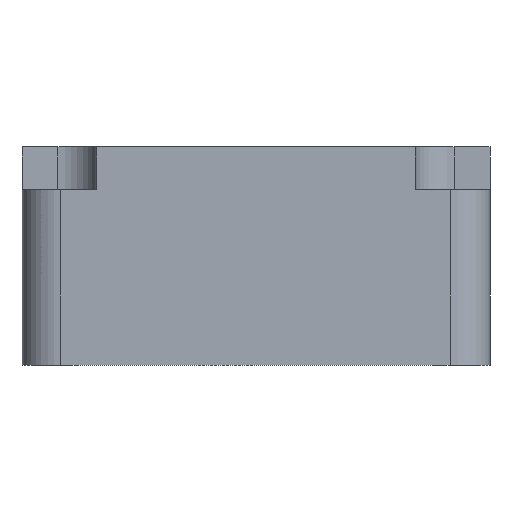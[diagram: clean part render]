
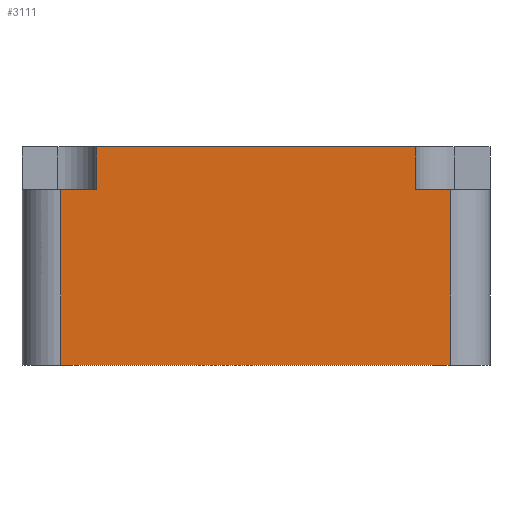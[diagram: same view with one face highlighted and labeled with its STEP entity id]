
A CAD part, left-side view. The second image highlights one B-rep face of the part: STEP entity #3111.
In plain terms, the highlighted planar face has unit normal (-1, 0, 0).
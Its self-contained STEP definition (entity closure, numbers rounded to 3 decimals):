
#46=DIRECTION('',(0.,-1.,0.));
#47=VECTOR('',#46,25.);
#48=CARTESIAN_POINT('',(-15.,12.5,-7.));
#49=LINE('',#48,#47);
#358=DIRECTION('',(0.,-1.,0.));
#359=VECTOR('',#358,20.4);
#360=CARTESIAN_POINT('',(-15.,10.2,7.));
#361=LINE('',#360,#359);
#1143=DIRECTION('',(0.,-1.,0.));
#1144=VECTOR('',#1143,2.3);
#1145=CARTESIAN_POINT('',(-15.,12.5,4.25));
#1146=LINE('',#1145,#1144);
#1147=DIRECTION('',(0.,0.,-1.));
#1148=VECTOR('',#1147,2.75);
#1149=CARTESIAN_POINT('',(-15.,10.2,7.));
#1150=LINE('',#1149,#1148);
#1151=DIRECTION('',(0.,0.,-1.));
#1152=VECTOR('',#1151,2.75);
#1153=CARTESIAN_POINT('',(-15.,-10.2,7.));
#1154=LINE('',#1153,#1152);
#1155=DIRECTION('',(0.,-1.,0.));
#1156=VECTOR('',#1155,2.3);
#1157=CARTESIAN_POINT('',(-15.,-10.2,4.25));
#1158=LINE('',#1157,#1156);
#1159=DIRECTION('',(0.,0.,-1.));
#1160=VECTOR('',#1159,11.25);
#1161=CARTESIAN_POINT('',(-15.,-12.5,4.25));
#1162=LINE('',#1161,#1160);
#1163=DIRECTION('',(0.,0.,-1.));
#1164=VECTOR('',#1163,11.25);
#1165=CARTESIAN_POINT('',(-15.,12.5,4.25));
#1166=LINE('',#1165,#1164);
#1219=CARTESIAN_POINT('',(-15.,12.5,-7.));
#1221=VERTEX_POINT('',#1219);
#1232=CARTESIAN_POINT('',(-15.,-12.5,-7.));
#1234=VERTEX_POINT('',#1232);
#1409=CARTESIAN_POINT('',(-15.,10.2,7.));
#1410=VERTEX_POINT('',#1409);
#1419=CARTESIAN_POINT('',(-15.,-10.2,7.));
#1421=VERTEX_POINT('',#1419);
#1475=CARTESIAN_POINT('',(-15.,12.5,4.25));
#1476=CARTESIAN_POINT('',(-15.,10.2,4.25));
#1477=VERTEX_POINT('',#1475);
#1478=VERTEX_POINT('',#1476);
#1479=CARTESIAN_POINT('',(-15.,-10.2,4.25));
#1480=CARTESIAN_POINT('',(-15.,-12.5,4.25));
#1481=VERTEX_POINT('',#1479);
#1482=VERTEX_POINT('',#1480);
#3093=CARTESIAN_POINT('',(-15.,15.,-7.));
#3094=DIRECTION('',(-1.,0.,0.));
#3095=DIRECTION('',(0.,-1.,0.));
#3096=AXIS2_PLACEMENT_3D('',#3093,#3094,#3095);
#3097=PLANE('',#3096);
#3098=ORIENTED_EDGE('',*,*,#1709,.T.);
#3099=ORIENTED_EDGE('',*,*,#3086,.F.);
#3100=ORIENTED_EDGE('',*,*,#1877,.T.);
#3102=ORIENTED_EDGE('',*,*,#3101,.T.);
#3103=ORIENTED_EDGE('',*,*,#1627,.T.);
#3105=ORIENTED_EDGE('',*,*,#3104,.T.);
#3106=ORIENTED_EDGE('',*,*,#1562,.F.);
#3108=ORIENTED_EDGE('',*,*,#3107,.F.);
#3109=EDGE_LOOP('',(#3098,#3099,#3100,#3102,#3103,#3105,#3106,#3108));
#3110=FACE_OUTER_BOUND('',#3109,.F.);
#3111=ADVANCED_FACE('',(#3110),#3097,.T.);
#1562=EDGE_CURVE('',#1221,#1234,#49,.T.);
#1627=EDGE_CURVE('',#1481,#1482,#1158,.T.);
#1709=EDGE_CURVE('',#1477,#1478,#1146,.T.);
#1877=EDGE_CURVE('',#1410,#1421,#361,.T.);
#3086=EDGE_CURVE('',#1410,#1478,#1150,.T.);
#3101=EDGE_CURVE('',#1421,#1481,#1154,.T.);
#3104=EDGE_CURVE('',#1482,#1234,#1162,.T.);
#3107=EDGE_CURVE('',#1477,#1221,#1166,.T.);
